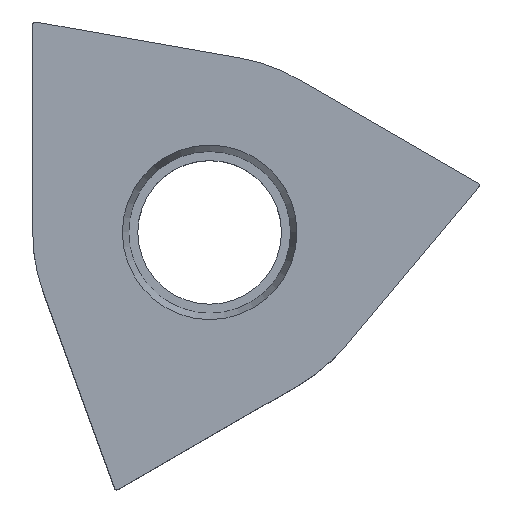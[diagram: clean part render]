
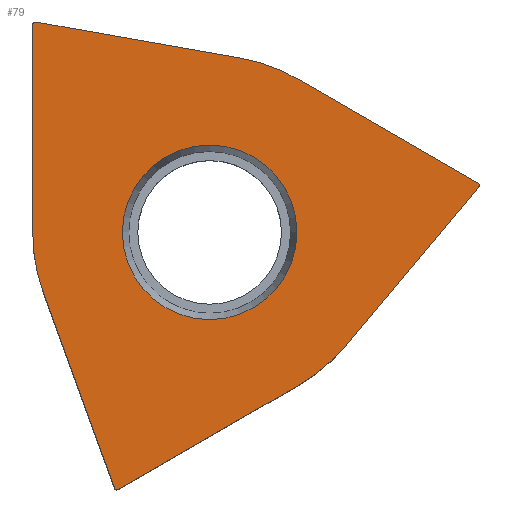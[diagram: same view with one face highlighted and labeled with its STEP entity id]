
A CAD part, top view. The second image highlights one B-rep face of the part: STEP entity #79.
In plain terms, the highlighted planar face has unit normal (0, 0, 1).
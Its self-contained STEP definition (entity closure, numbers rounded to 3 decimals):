
#46=PLANE('',#413);
#59=FACE_BOUND('',#123,.T.);
#60=FACE_BOUND('',#124,.T.);
#79=ADVANCED_FACE('',(#59,#60),#46,.F.);
#123=EDGE_LOOP('',(#214));
#124=EDGE_LOOP('',(#215,#216,#217,#218,#219,#220,#221,#222,#223,#224,#225,
#226));
#125=CIRCLE('',#377,6.35);
#127=CIRCLE('',#380,6.35);
#131=CIRCLE('',#387,0.099);
#133=CIRCLE('',#391,6.35);
#135=CIRCLE('',#395,0.099);
#137=CIRCLE('',#400,0.099);
#141=CIRCLE('',#409,3.132);
#214=ORIENTED_EDGE('',*,*,#297,.F.);
#215=ORIENTED_EDGE('',*,*,#282,.F.);
#216=ORIENTED_EDGE('',*,*,#279,.T.);
#217=ORIENTED_EDGE('',*,*,#276,.T.);
#218=ORIENTED_EDGE('',*,*,#293,.T.);
#219=ORIENTED_EDGE('',*,*,#290,.F.);
#220=ORIENTED_EDGE('',*,*,#287,.T.);
#221=ORIENTED_EDGE('',*,*,#262,.T.);
#222=ORIENTED_EDGE('',*,*,#273,.T.);
#223=ORIENTED_EDGE('',*,*,#270,.F.);
#224=ORIENTED_EDGE('',*,*,#267,.T.);
#225=ORIENTED_EDGE('',*,*,#258,.T.);
#226=ORIENTED_EDGE('',*,*,#285,.T.);
#227=VERTEX_POINT('',#612);
#229=VERTEX_POINT('',#615);
#231=VERTEX_POINT('',#621);
#233=VERTEX_POINT('',#624);
#237=VERTEX_POINT('',#635);
#239=VERTEX_POINT('',#641);
#241=VERTEX_POINT('',#650);
#243=VERTEX_POINT('',#653);
#245=VERTEX_POINT('',#659);
#247=VERTEX_POINT('',#665);
#249=VERTEX_POINT('',#674);
#251=VERTEX_POINT('',#680);
#255=VERTEX_POINT('',#696);
#258=EDGE_CURVE('',#229,#227,#125,.T.);
#262=EDGE_CURVE('',#233,#231,#127,.T.);
#267=EDGE_CURVE('',#237,#229,#303,.T.);
#270=EDGE_CURVE('',#237,#239,#131,.T.);
#273=EDGE_CURVE('',#231,#239,#307,.T.);
#276=EDGE_CURVE('',#243,#241,#133,.T.);
#279=EDGE_CURVE('',#245,#243,#311,.T.);
#282=EDGE_CURVE('',#245,#247,#135,.T.);
#285=EDGE_CURVE('',#227,#247,#315,.T.);
#287=EDGE_CURVE('',#249,#233,#317,.T.);
#290=EDGE_CURVE('',#249,#251,#137,.T.);
#293=EDGE_CURVE('',#241,#251,#321,.T.);
#297=EDGE_CURVE('',#255,#255,#141,.T.);
#303=LINE('',#634,#327);
#307=LINE('',#646,#331);
#311=LINE('',#658,#335);
#315=LINE('',#670,#339);
#317=LINE('',#673,#341);
#321=LINE('',#685,#345);
#327=VECTOR('',#442,1.);
#331=VECTOR('',#454,1.);
#335=VECTOR('',#466,1.);
#339=VECTOR('',#478,1.);
#341=VECTOR('',#482,1.);
#345=VECTOR('',#494,1.);
#377=AXIS2_PLACEMENT_3D('',#614,#421,#422);
#380=AXIS2_PLACEMENT_3D('',#623,#429,#430);
#387=AXIS2_PLACEMENT_3D('',#640,#447,#448);
#391=AXIS2_PLACEMENT_3D('',#652,#459,#460);
#395=AXIS2_PLACEMENT_3D('',#664,#471,#472);
#400=AXIS2_PLACEMENT_3D('',#679,#487,#488);
#409=AXIS2_PLACEMENT_3D('',#695,#508,#509);
#413=AXIS2_PLACEMENT_3D('',#701,#516,#517);
#421=DIRECTION('',(0.,0.,1.));
#422=DIRECTION('',(1.,0.,0.));
#429=DIRECTION('',(0.,0.,1.));
#430=DIRECTION('',(1.,0.,0.));
#442=DIRECTION('',(0.,-1.,0.));
#447=DIRECTION('',(0.,0.,-1.));
#448=DIRECTION('',(1.,0.,0.));
#454=DIRECTION('',(-0.985,0.174,0.));
#459=DIRECTION('',(0.,0.,1.));
#460=DIRECTION('',(1.,0.,0.));
#466=DIRECTION('',(0.866,0.5,0.));
#471=DIRECTION('',(0.,0.,-1.));
#472=DIRECTION('',(1.,0.,0.));
#478=DIRECTION('',(0.342,-0.94,0.));
#482=DIRECTION('',(-0.866,0.5,0.));
#487=DIRECTION('',(0.,0.,-1.));
#488=DIRECTION('',(1.,0.,0.));
#494=DIRECTION('',(0.643,0.766,0.));
#508=DIRECTION('',(0.,0.,1.));
#509=DIRECTION('',(1.,0.,0.));
#516=DIRECTION('',(0.,0.,-1.));
#517=DIRECTION('',(1.,0.,0.));
#612=CARTESIAN_POINT('',(-5.967,-2.172,0.12));
#614=CARTESIAN_POINT('',(0.,0.,0.12));
#615=CARTESIAN_POINT('',(-6.35,0.,0.12));
#621=CARTESIAN_POINT('',(1.103,6.254,0.12));
#623=CARTESIAN_POINT('',(0.,0.,0.12));
#624=CARTESIAN_POINT('',(3.175,5.499,0.12));
#634=CARTESIAN_POINT('',(-6.35,-0.591,0.12));
#635=CARTESIAN_POINT('',(-6.35,7.449,0.12));
#640=CARTESIAN_POINT('',(-6.251,7.449,0.12));
#641=CARTESIAN_POINT('',(-6.234,7.547,0.12));
#646=CARTESIAN_POINT('',(1.894,6.114,0.12));
#650=CARTESIAN_POINT('',(4.864,-4.082,0.12));
#652=CARTESIAN_POINT('',(0.,0.,0.12));
#653=CARTESIAN_POINT('',(3.175,-5.499,0.12));
#658=CARTESIAN_POINT('',(3.453,-5.339,0.12));
#659=CARTESIAN_POINT('',(-3.276,-9.224,0.12));
#664=CARTESIAN_POINT('',(-3.326,-9.138,0.12));
#665=CARTESIAN_POINT('',(-3.419,-9.172,0.12));
#670=CARTESIAN_POINT('',(-5.694,-2.922,0.12));
#673=CARTESIAN_POINT('',(3.965,5.043,0.12));
#674=CARTESIAN_POINT('',(9.626,1.775,0.12));
#679=CARTESIAN_POINT('',(9.577,1.689,0.12));
#680=CARTESIAN_POINT('',(9.653,1.625,0.12));
#685=CARTESIAN_POINT('',(4.867,-4.078,0.12));
#695=CARTESIAN_POINT('',(0.,0.,0.12));
#696=CARTESIAN_POINT('',(3.132,0.,0.12));
#701=CARTESIAN_POINT('',(0.712,-0.591,0.12));
